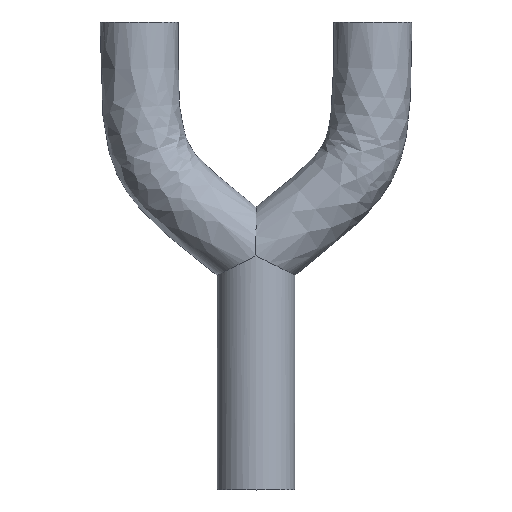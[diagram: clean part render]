
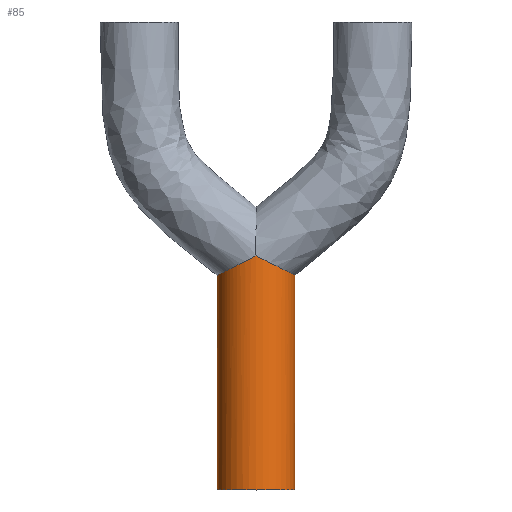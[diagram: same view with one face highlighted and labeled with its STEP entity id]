
A CAD part, top view. The second image highlights one B-rep face of the part: STEP entity #85.
In plain terms, the highlighted cylindrical face has radius 2.5 mm (diameter 5 mm), a full revolution.
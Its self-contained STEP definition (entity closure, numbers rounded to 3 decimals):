
#20=FACE_OUTER_BOUND('',#26,.T.);
#26=EDGE_LOOP('',(#62,#63,#64,#65,#66,#67,#68));
#32=CIRCLE('',#106,2.5);
#35=LINE('',#176,#36);
#36=VECTOR('',#116,2.5);
#37=B_SPLINE_CURVE_WITH_KNOTS('',3,(#133,#134,#135,#136,#137,#138,#139,
#140,#141,#142,#143,#144,#145,#146,#147,#148),.UNSPECIFIED.,.F.,.F.,(4,
2,2,2,2,2,2,4),(-0.417,-0.413,-0.325,
-0.232,-0.128,-0.064,0.,0.001),
 .UNSPECIFIED.);
#38=B_SPLINE_CURVE_WITH_KNOTS('',3,(#150,#151,#152,#153,#154,#155,#156,
#157,#158,#159,#160,#161),.UNSPECIFIED.,.F.,.F.,(4,2,2,2,2,4),(-0.834,
-0.833,-0.713,-0.602,-0.504,
-0.417),.UNSPECIFIED.);
#39=B_SPLINE_CURVE_WITH_KNOTS('',3,(#163,#164,#165,#166,#167,#168,#169,
#170,#171,#172,#173,#174),.UNSPECIFIED.,.F.,.F.,(4,2,2,2,2,4),(-0.417,
-0.329,-0.231,-0.121,0.,0.001),
 .UNSPECIFIED.);
#40=B_SPLINE_CURVE_WITH_KNOTS('',3,(#178,#179,#180,#181,#182,#183,#184,
#185,#186,#187,#188,#189,#190,#191,#192,#193),.UNSPECIFIED.,.F.,.F.,(4,
2,2,2,2,2,2,4),(-0.835,-0.834,-0.77,
-0.706,-0.602,-0.509,-0.421,
-0.417),.UNSPECIFIED.);
#44=VERTEX_POINT('',#131);
#45=VERTEX_POINT('',#132);
#46=VERTEX_POINT('',#149);
#47=VERTEX_POINT('',#162);
#48=VERTEX_POINT('',#175);
#51=EDGE_CURVE('',#44,#45,#37,.T.);
#52=EDGE_CURVE('',#46,#44,#38,.T.);
#53=EDGE_CURVE('',#47,#46,#39,.T.);
#54=EDGE_CURVE('',#47,#48,#35,.T.);
#55=EDGE_CURVE('',#48,#48,#32,.T.);
#56=EDGE_CURVE('',#45,#47,#40,.T.);
#62=ORIENTED_EDGE('',*,*,#51,.F.);
#63=ORIENTED_EDGE('',*,*,#52,.F.);
#64=ORIENTED_EDGE('',*,*,#53,.F.);
#65=ORIENTED_EDGE('',*,*,#54,.T.);
#66=ORIENTED_EDGE('',*,*,#55,.T.);
#67=ORIENTED_EDGE('',*,*,#54,.F.);
#68=ORIENTED_EDGE('',*,*,#56,.F.);
#84=CYLINDRICAL_SURFACE('',#105,2.5);
#85=ADVANCED_FACE('',(#20),#84,.T.);
#105=AXIS2_PLACEMENT_3D('',#130,#114,#115);
#106=AXIS2_PLACEMENT_3D('',#177,#117,#118);
#114=DIRECTION('center_axis',(0.,1.,0.));
#115=DIRECTION('ref_axis',(-1.,0.,0.));
#116=DIRECTION('',(0.,-1.,0.));
#117=DIRECTION('center_axis',(0.,1.,0.));
#118=DIRECTION('ref_axis',(-1.,0.,0.));
#130=CARTESIAN_POINT('Origin',(15.,0.,15.));
#131=CARTESIAN_POINT('',(12.5,13.762,15.));
#132=CARTESIAN_POINT('',(15.,15.,17.5));
#133=CARTESIAN_POINT('Ctrl Pts',(12.5,13.762,15.));
#134=CARTESIAN_POINT('Ctrl Pts',(12.5,13.762,15.011));
#135=CARTESIAN_POINT('Ctrl Pts',(12.5,13.762,15.022));
#136=CARTESIAN_POINT('Ctrl Pts',(12.504,13.764,15.326));
#137=CARTESIAN_POINT('Ctrl Pts',(12.56,13.791,15.615));
#138=CARTESIAN_POINT('Ctrl Pts',(12.77,13.895,16.171));
#139=CARTESIAN_POINT('Ctrl Pts',(12.928,13.973,16.429));
#140=CARTESIAN_POINT('Ctrl Pts',(13.339,14.176,16.897));
#141=CARTESIAN_POINT('Ctrl Pts',(13.598,14.304,17.094));
#142=CARTESIAN_POINT('Ctrl Pts',(14.054,14.53,17.322));
#143=CARTESIAN_POINT('Ctrl Pts',(14.236,14.62,17.388));
#144=CARTESIAN_POINT('Ctrl Pts',(14.609,14.806,17.477));
#145=CARTESIAN_POINT('Ctrl Pts',(14.801,14.901,17.499));
#146=CARTESIAN_POINT('Ctrl Pts',(14.995,14.998,17.5));
#147=CARTESIAN_POINT('Ctrl Pts',(14.998,14.999,17.5));
#148=CARTESIAN_POINT('Ctrl Pts',(15.,15.,17.5));
#149=CARTESIAN_POINT('',(15.,15.,12.5));
#150=CARTESIAN_POINT('Ctrl Pts',(15.,15.,12.5));
#151=CARTESIAN_POINT('Ctrl Pts',(14.998,14.999,12.5));
#152=CARTESIAN_POINT('Ctrl Pts',(14.995,14.998,12.5));
#153=CARTESIAN_POINT('Ctrl Pts',(14.632,14.817,12.501));
#154=CARTESIAN_POINT('Ctrl Pts',(14.273,14.639,12.58));
#155=CARTESIAN_POINT('Ctrl Pts',(13.636,14.323,12.878));
#156=CARTESIAN_POINT('Ctrl Pts',(13.358,14.185,13.083));
#157=CARTESIAN_POINT('Ctrl Pts',(12.922,13.97,13.577));
#158=CARTESIAN_POINT('Ctrl Pts',(12.757,13.889,13.849));
#159=CARTESIAN_POINT('Ctrl Pts',(12.551,13.787,14.422));
#160=CARTESIAN_POINT('Ctrl Pts',(12.5,13.762,14.709));
#161=CARTESIAN_POINT('Ctrl Pts',(12.5,13.762,15.));
#162=CARTESIAN_POINT('',(17.5,13.762,15.));
#163=CARTESIAN_POINT('Ctrl Pts',(17.5,13.762,15.));
#164=CARTESIAN_POINT('Ctrl Pts',(17.5,13.762,14.709));
#165=CARTESIAN_POINT('Ctrl Pts',(17.449,13.787,14.422));
#166=CARTESIAN_POINT('Ctrl Pts',(17.243,13.889,13.849));
#167=CARTESIAN_POINT('Ctrl Pts',(17.078,13.97,13.577));
#168=CARTESIAN_POINT('Ctrl Pts',(16.642,14.185,13.083));
#169=CARTESIAN_POINT('Ctrl Pts',(16.364,14.323,12.878));
#170=CARTESIAN_POINT('Ctrl Pts',(15.727,14.639,12.58));
#171=CARTESIAN_POINT('Ctrl Pts',(15.368,14.817,12.501));
#172=CARTESIAN_POINT('Ctrl Pts',(15.005,14.998,12.5));
#173=CARTESIAN_POINT('Ctrl Pts',(15.002,14.999,12.5));
#174=CARTESIAN_POINT('Ctrl Pts',(15.,15.,12.5));
#175=CARTESIAN_POINT('',(17.5,0.,15.));
#176=CARTESIAN_POINT('',(17.5,0.,15.));
#177=CARTESIAN_POINT('Origin',(15.,0.,15.));
#178=CARTESIAN_POINT('Ctrl Pts',(15.,15.,17.5));
#179=CARTESIAN_POINT('Ctrl Pts',(15.002,14.999,17.5));
#180=CARTESIAN_POINT('Ctrl Pts',(15.005,14.998,17.5));
#181=CARTESIAN_POINT('Ctrl Pts',(15.199,14.901,17.499));
#182=CARTESIAN_POINT('Ctrl Pts',(15.391,14.806,17.477));
#183=CARTESIAN_POINT('Ctrl Pts',(15.764,14.62,17.388));
#184=CARTESIAN_POINT('Ctrl Pts',(15.946,14.53,17.322));
#185=CARTESIAN_POINT('Ctrl Pts',(16.402,14.304,17.094));
#186=CARTESIAN_POINT('Ctrl Pts',(16.661,14.176,16.897));
#187=CARTESIAN_POINT('Ctrl Pts',(17.072,13.973,16.429));
#188=CARTESIAN_POINT('Ctrl Pts',(17.23,13.895,16.171));
#189=CARTESIAN_POINT('Ctrl Pts',(17.44,13.791,15.615));
#190=CARTESIAN_POINT('Ctrl Pts',(17.496,13.764,15.326));
#191=CARTESIAN_POINT('Ctrl Pts',(17.5,13.762,15.022));
#192=CARTESIAN_POINT('Ctrl Pts',(17.5,13.762,15.011));
#193=CARTESIAN_POINT('Ctrl Pts',(17.5,13.762,15.));
